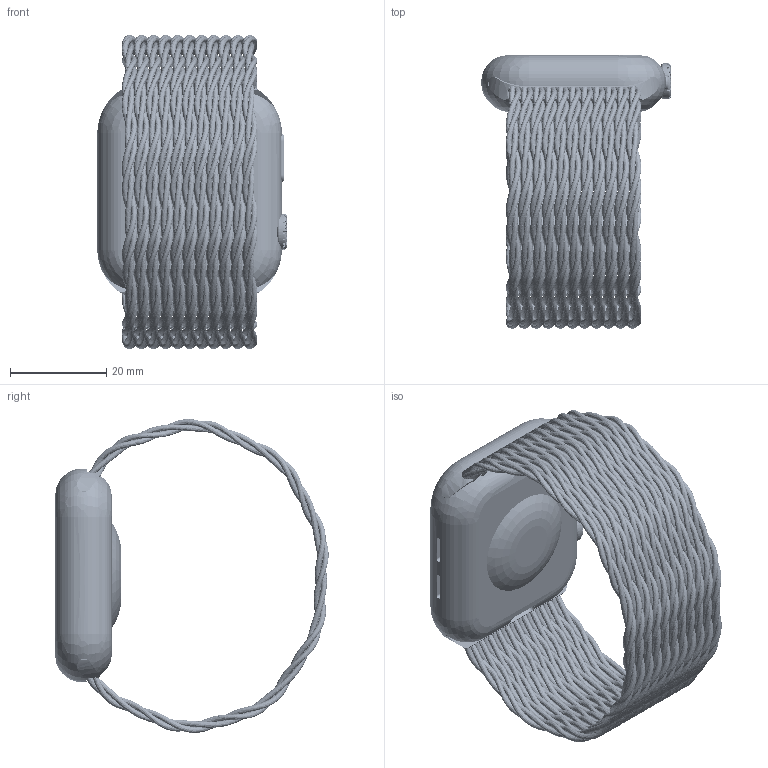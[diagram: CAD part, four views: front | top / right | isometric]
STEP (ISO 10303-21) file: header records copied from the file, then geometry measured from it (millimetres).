
FILE_DESCRIPTION (( 'STEP AP214' ), '1' );
FILE_NAME ('iWatch 7.STEP', '2021-09-01T11:08:23', ( '' ), ( '' ), 'SwSTEP 2.0', 'SolidWorks 2020', '' );
FILE_SCHEMA (( 'AUTOMOTIVE_DESIGN' ));
Length unit declared in the file: millimetre
Products named in the file (1): iWatch 7
Bounding box: 39.36 x 56.79 x 65.24 mm (x, y, z)
Volume: 35134.6 mm3; surface area: 73686.8 mm2
Topology: 116 solids, 116 shells, 2393 faces, 5445 edges, 3284 vertices
Faces by surface type: cylinder 997, plane 706, bspline 369, torus 321
Entity records: 285617 total; most frequent: CARTESIAN_POINT 233795, ORIENTED_EDGE 10890, DIRECTION 10204, EDGE_CURVE 5445, AXIS2_PLACEMENT_3D 3983, VERTEX_POINT 3284, EDGE_LOOP 2397, FACE_OUTER_BOUND 2393
